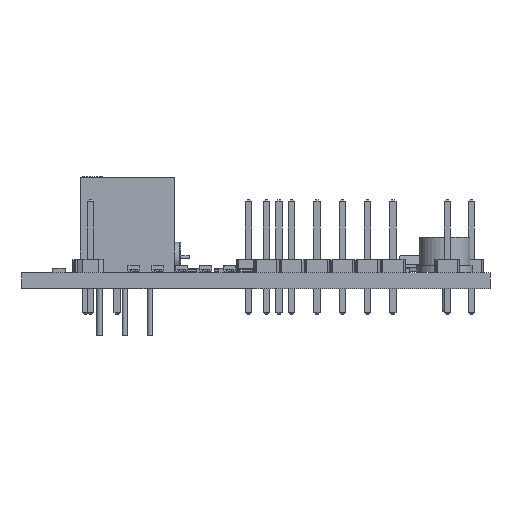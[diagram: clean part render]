
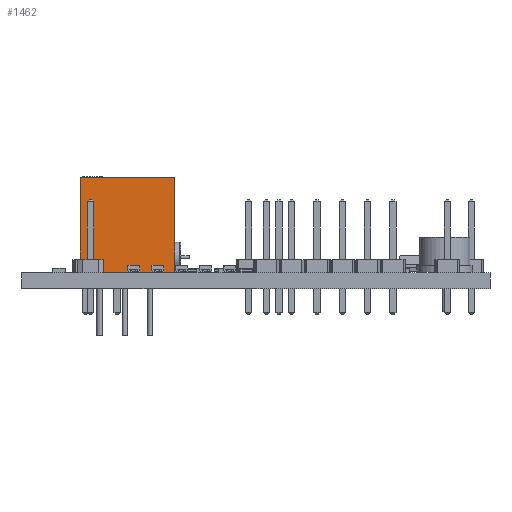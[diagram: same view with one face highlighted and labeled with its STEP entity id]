
A CAD part, front view. The second image highlights one B-rep face of the part: STEP entity #1462.
In plain terms, the highlighted planar face has unit normal (0, -1, 0).
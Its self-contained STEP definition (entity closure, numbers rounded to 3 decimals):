
#1462 = ADVANCED_FACE('',(#1463),#1497,.T.);
#1463 = FACE_BOUND('',#1464,.T.);
#1464 = EDGE_LOOP('',(#1465,#1475,#1483,#1491));
#1465 = ORIENTED_EDGE('',*,*,#1466,.F.);
#1466 = EDGE_CURVE('',#1467,#1469,#1471,.T.);
#1467 = VERTEX_POINT('',#1468);
#1468 = CARTESIAN_POINT('',(7.569,-2.54,0.));
#1469 = VERTEX_POINT('',#1470);
#1470 = CARTESIAN_POINT('',(-1.956,-2.54,0.));
#1471 = LINE('',#1472,#1473);
#1472 = CARTESIAN_POINT('',(7.569,-2.54,0.));
#1473 = VECTOR('',#1474,1.);
#1474 = DIRECTION('',(-1.,0.,0.));
#1475 = ORIENTED_EDGE('',*,*,#1476,.F.);
#1476 = EDGE_CURVE('',#1477,#1467,#1479,.T.);
#1477 = VERTEX_POINT('',#1478);
#1478 = CARTESIAN_POINT('',(7.569,-2.54,9.525));
#1479 = LINE('',#1480,#1481);
#1480 = CARTESIAN_POINT('',(7.569,-2.54,9.525));
#1481 = VECTOR('',#1482,1.);
#1482 = DIRECTION('',(0.,0.,-1.));
#1483 = ORIENTED_EDGE('',*,*,#1484,.F.);
#1484 = EDGE_CURVE('',#1485,#1477,#1487,.T.);
#1485 = VERTEX_POINT('',#1486);
#1486 = CARTESIAN_POINT('',(-1.956,-2.54,9.525));
#1487 = LINE('',#1488,#1489);
#1488 = CARTESIAN_POINT('',(-1.956,-2.54,9.525));
#1489 = VECTOR('',#1490,1.);
#1490 = DIRECTION('',(1.,0.,0.));
#1491 = ORIENTED_EDGE('',*,*,#1492,.F.);
#1492 = EDGE_CURVE('',#1469,#1485,#1493,.T.);
#1493 = LINE('',#1494,#1495);
#1494 = CARTESIAN_POINT('',(-1.956,-2.54,0.));
#1495 = VECTOR('',#1496,1.);
#1496 = DIRECTION('',(0.,0.,1.));
#1497 = PLANE('',#1498);
#1498 = AXIS2_PLACEMENT_3D('',#1499,#1500,#1501);
#1499 = CARTESIAN_POINT('',(-1.956,-2.54,0.));
#1500 = DIRECTION('',(0.,-1.,0.));
#1501 = DIRECTION('',(0.,0.,1.));
